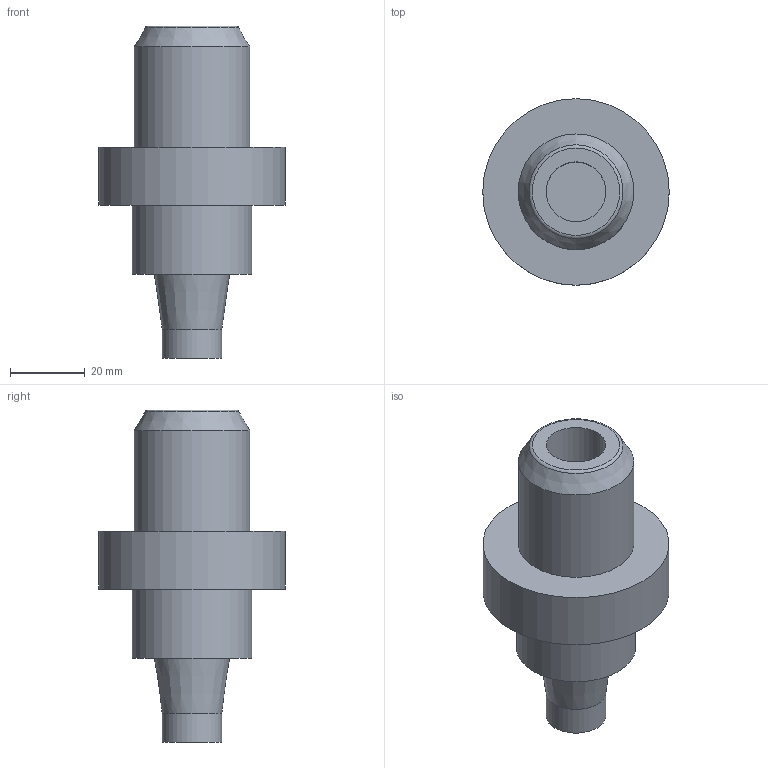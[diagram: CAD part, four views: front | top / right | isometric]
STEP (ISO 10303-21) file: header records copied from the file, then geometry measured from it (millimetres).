
FILE_DESCRIPTION(/* description */ (''),/* implementation_level */ '2;1');
FILE_NAME(/* name */ '836278_stp.stp',/* time_stamp */ '2017-05-29T14:16:12+02:00',/* author */ (''),/* organization */ (''),/* preprocessor_version */ 'ST-DEVELOPER v15',/* originating_system */ 'SIEMENS PLM Software NX 9.0',/* authorisation */ '');
FILE_SCHEMA (('AUTOMOTIVE_DESIGN { 1 0 10303 214 3 1 1 1 }'));
Length unit declared in the file: millimetre
Products named in the file (1): reic1C24C78Ap7mv
Bounding box: 50 x 50 x 89 mm (x, y, z)
Volume: 64741.6 mm3; surface area: 14648.2 mm2
Topology: 1 solids, 1 shells, 14 faces, 21 edges, 13 vertices
Faces by surface type: plane 6, cylinder 5, cone 2, torus 1
Full cylindrical faces by diameter (mm): 16 x2, 31 x1, 32 x1, 50 x1
Entity records: 306 total; most frequent: DIRECTION 56, CARTESIAN_POINT 41, AXIS2_PLACEMENT_3D 28, EDGE_LOOP 26, ORIENTED_EDGE 26, FACE_BOUND 24, ADVANCED_FACE 14, VERTEX_POINT 13
